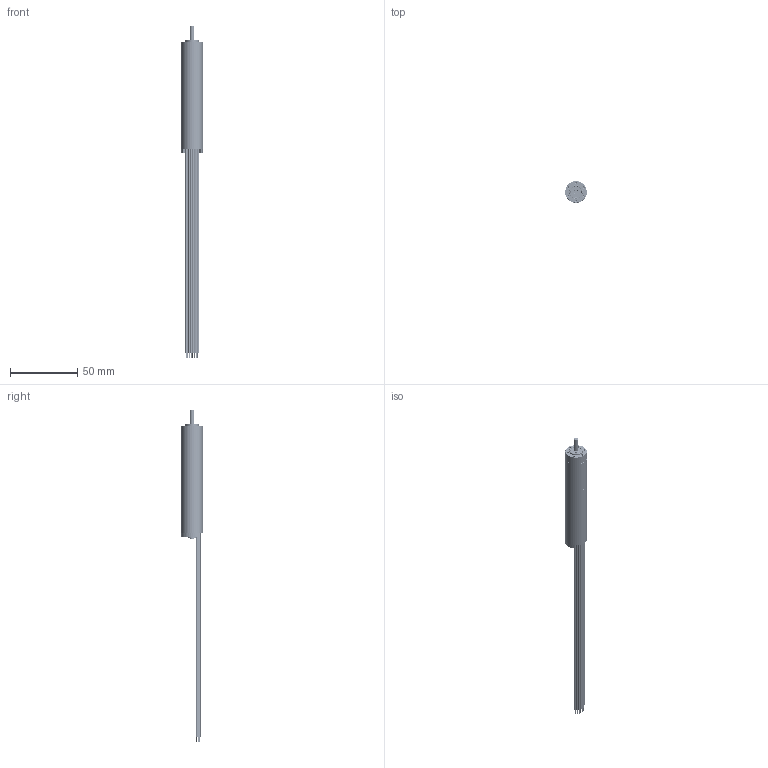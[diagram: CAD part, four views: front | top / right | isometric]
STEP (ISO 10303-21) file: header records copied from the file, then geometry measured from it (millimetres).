
FILE_DESCRIPTION((''),'2;1');
FILE_NAME('4611180000463_ASM','2022-05-12T10:19:42',('MS05792'),(''),'CREO PARAMETRIC BY PTC INC, 2018100','CREO PARAMETRIC BY PTC INC, 2018100','');
FILE_SCHEMA(('CONFIG_CONTROL_DESIGN'));
Products named in the file (46): 4219130000594; 4613101100176; 3698151100213; 4613104500086; 4613102300114_ASM; 4219120100400; 4713101003424; 4715450000171; 4713120012585_ASM; 4634140206717_AF7; 4713120012587_AF4_ASM; 4394000100540; 4219121305809; 4331101000822; 4333201500956; 4332101106038; 4394000100539; 4693220001119; 4613107700125_ASM; 4294501000099; 4219121306144; 4331101000678; 4613152000414_AF0_ASM; 4611180000426_AF0_ASM; 4219121304835; 4331101000754; 4333201500829; 4219120100637; 4332101104972; 4332301101407; 4219120100636; 4219120100671_ASM; 4294440100447; 4219120100634; 4219120100638_ASM; 4332301101409; 4332301101260; 4219120100556; 4219120100557_ASM; 4332301101271 ...
Assembly tree (236 placements, depth 7):
  4611180000463_ASM
    4696320000503_ASM
      4611180000426_AF0_ASM
        4613152000414_AF0_ASM
          4613102300114_ASM
            4219130000594
            4613101100176  x166
            3698151100213
            4613104500086
          4713120012587_AF4_ASM
            4219120100400
            4713120012585_ASM
              4713101003424
              4715450000171  x3
            4634140206717_AF7
          4394000100540
          4219121305809
          4331101000822
          4333201500956
          4613107700125_ASM
            4332101106038
            4394000100539  x2
            4693220001119
          4294501000099
          4219121306144
          4331101000678
      4332401001093_ASM
        4219121304835
        4331101000754  x2
        4333201500829
        4219120100671_ASM
          4219120100637
          4332101104972  x3
          4332301101407  x3
          4219120100636
        4294440100447  x3
        4219120100638_ASM
          4219120100634
          4332101104972  x3
        4332301101409
        4332301101260  x9
        4219120100557_ASM  x2
          4219120100556
          4332101104972
        4332301101271  x2
        4332301101523
        4219121305429
        4332301101441
Bounding box: 16 x 16 x 246.2 mm (x, y, z)
Volume: 15622.7 mm3; surface area: 59947.3 mm2
Topology: 237 solids, 247 shells, 9563 faces, 25449 edges, 16468 vertices
Faces by surface type: cylinder 6384, bspline 840, plane 815, extrusion 758, cone 473, torus 265, sphere 28
Entity records: 136422 total; most frequent: CARTESIAN_POINT 68698, ORIENTED_EDGE 14682, DIRECTION 12022, EDGE_CURVE 7357, AXIS2_PLACEMENT_3D 4748, VERTEX_POINT 4467, EDGE_LOOP 3264, B_SPLINE_CURVE_WITH_KNOTS 3171
